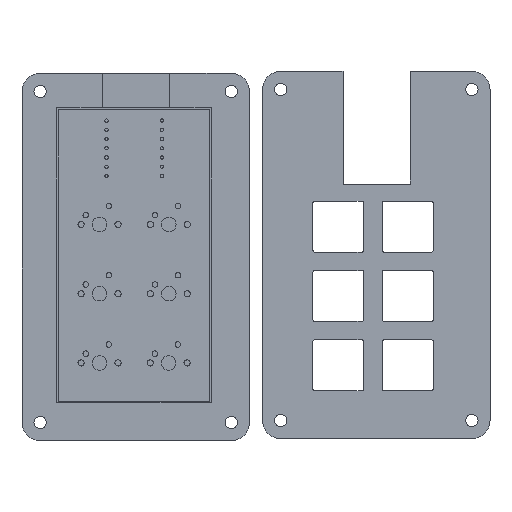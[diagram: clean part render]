
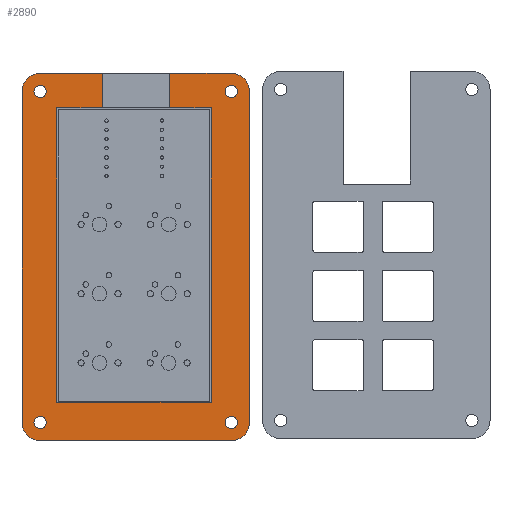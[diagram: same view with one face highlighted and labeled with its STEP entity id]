
A CAD part, top view. The second image highlights one B-rep face of the part: STEP entity #2890.
In plain terms, the highlighted planar face has unit normal (0, 0, 1).
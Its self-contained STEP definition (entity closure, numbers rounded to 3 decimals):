
#201=FACE_BOUND('',#695,.T.);
#202=FACE_BOUND('',#696,.T.);
#203=FACE_BOUND('',#697,.T.);
#204=FACE_BOUND('',#698,.T.);
#321=CIRCLE('',#3141,5.);
#323=CIRCLE('',#3144,5.);
#324=CIRCLE('',#3145,5.);
#325=CIRCLE('',#3146,5.);
#326=CIRCLE('',#3147,1.7);
#327=CIRCLE('',#3148,1.7);
#328=CIRCLE('',#3149,1.7);
#329=CIRCLE('',#3150,1.7);
#460=FACE_OUTER_BOUND('',#694,.T.);
#694=EDGE_LOOP('',(#2257,#2258,#2259,#2260,#2261,#2262,#2263,#2264,#2265,
#2266,#2267,#2268,#2269,#2270,#2271,#2272));
#695=EDGE_LOOP('',(#2273));
#696=EDGE_LOOP('',(#2274));
#697=EDGE_LOOP('',(#2275));
#698=EDGE_LOOP('',(#2276));
#879=LINE('',#4510,#1111);
#880=LINE('',#4514,#1112);
#881=LINE('',#4518,#1113);
#882=LINE('',#4520,#1114);
#883=LINE('',#4522,#1115);
#884=LINE('',#4524,#1116);
#885=LINE('',#4526,#1117);
#886=LINE('',#4528,#1118);
#887=LINE('',#4530,#1119);
#888=LINE('',#4532,#1120);
#889=LINE('',#4534,#1121);
#890=LINE('',#4537,#1122);
#1111=VECTOR('',#3671,10.);
#1112=VECTOR('',#3674,10.);
#1113=VECTOR('',#3677,10.);
#1114=VECTOR('',#3678,10.);
#1115=VECTOR('',#3679,10.);
#1116=VECTOR('',#3680,10.);
#1117=VECTOR('',#3681,10.);
#1118=VECTOR('',#3682,10.);
#1119=VECTOR('',#3683,10.);
#1120=VECTOR('',#3684,10.);
#1121=VECTOR('',#3685,10.);
#1122=VECTOR('',#3688,10.);
#1381=VERTEX_POINT('',#4500);
#1382=VERTEX_POINT('',#4501);
#1385=VERTEX_POINT('',#4509);
#1386=VERTEX_POINT('',#4511);
#1387=VERTEX_POINT('',#4513);
#1388=VERTEX_POINT('',#4515);
#1389=VERTEX_POINT('',#4517);
#1390=VERTEX_POINT('',#4519);
#1391=VERTEX_POINT('',#4521);
#1392=VERTEX_POINT('',#4523);
#1393=VERTEX_POINT('',#4525);
#1394=VERTEX_POINT('',#4527);
#1395=VERTEX_POINT('',#4529);
#1396=VERTEX_POINT('',#4531);
#1397=VERTEX_POINT('',#4533);
#1398=VERTEX_POINT('',#4535);
#1399=VERTEX_POINT('',#4538);
#1400=VERTEX_POINT('',#4540);
#1401=VERTEX_POINT('',#4542);
#1402=VERTEX_POINT('',#4544);
#1701=EDGE_CURVE('',#1381,#1382,#321,.T.);
#1705=EDGE_CURVE('',#1381,#1385,#879,.T.);
#1706=EDGE_CURVE('',#1386,#1385,#323,.T.);
#1707=EDGE_CURVE('',#1386,#1387,#880,.T.);
#1708=EDGE_CURVE('',#1388,#1387,#324,.T.);
#1709=EDGE_CURVE('',#1388,#1389,#881,.T.);
#1710=EDGE_CURVE('',#1389,#1390,#882,.T.);
#1711=EDGE_CURVE('',#1390,#1391,#883,.T.);
#1712=EDGE_CURVE('',#1391,#1392,#884,.T.);
#1713=EDGE_CURVE('',#1392,#1393,#885,.T.);
#1714=EDGE_CURVE('',#1393,#1394,#886,.T.);
#1715=EDGE_CURVE('',#1394,#1395,#887,.T.);
#1716=EDGE_CURVE('',#1395,#1396,#888,.T.);
#1717=EDGE_CURVE('',#1396,#1397,#889,.T.);
#1718=EDGE_CURVE('',#1398,#1397,#325,.T.);
#1719=EDGE_CURVE('',#1398,#1382,#890,.T.);
#1720=EDGE_CURVE('',#1399,#1399,#326,.T.);
#1721=EDGE_CURVE('',#1400,#1400,#327,.T.);
#1722=EDGE_CURVE('',#1401,#1401,#328,.T.);
#1723=EDGE_CURVE('',#1402,#1402,#329,.T.);
#2257=ORIENTED_EDGE('',*,*,#1701,.F.);
#2258=ORIENTED_EDGE('',*,*,#1705,.T.);
#2259=ORIENTED_EDGE('',*,*,#1706,.F.);
#2260=ORIENTED_EDGE('',*,*,#1707,.T.);
#2261=ORIENTED_EDGE('',*,*,#1708,.F.);
#2262=ORIENTED_EDGE('',*,*,#1709,.T.);
#2263=ORIENTED_EDGE('',*,*,#1710,.T.);
#2264=ORIENTED_EDGE('',*,*,#1711,.T.);
#2265=ORIENTED_EDGE('',*,*,#1712,.T.);
#2266=ORIENTED_EDGE('',*,*,#1713,.T.);
#2267=ORIENTED_EDGE('',*,*,#1714,.T.);
#2268=ORIENTED_EDGE('',*,*,#1715,.T.);
#2269=ORIENTED_EDGE('',*,*,#1716,.T.);
#2270=ORIENTED_EDGE('',*,*,#1717,.T.);
#2271=ORIENTED_EDGE('',*,*,#1718,.F.);
#2272=ORIENTED_EDGE('',*,*,#1719,.T.);
#2273=ORIENTED_EDGE('',*,*,#1720,.T.);
#2274=ORIENTED_EDGE('',*,*,#1721,.T.);
#2275=ORIENTED_EDGE('',*,*,#1722,.T.);
#2276=ORIENTED_EDGE('',*,*,#1723,.T.);
#2787=PLANE('',#3143);
#2890=ADVANCED_FACE('',(#460,#201,#202,#203,#204),#2787,.T.);
#3141=AXIS2_PLACEMENT_3D('',#4502,#3663,#3664);
#3143=AXIS2_PLACEMENT_3D('',#4508,#3669,#3670);
#3144=AXIS2_PLACEMENT_3D('',#4512,#3672,#3673);
#3145=AXIS2_PLACEMENT_3D('',#4516,#3675,#3676);
#3146=AXIS2_PLACEMENT_3D('',#4536,#3686,#3687);
#3147=AXIS2_PLACEMENT_3D('',#4539,#3689,#3690);
#3148=AXIS2_PLACEMENT_3D('',#4541,#3691,#3692);
#3149=AXIS2_PLACEMENT_3D('',#4543,#3693,#3694);
#3150=AXIS2_PLACEMENT_3D('',#4545,#3695,#3696);
#3663=DIRECTION('center_axis',(0.,0.,-1.));
#3664=DIRECTION('ref_axis',(-0.707,-0.707,0.));
#3669=DIRECTION('center_axis',(0.,0.,1.));
#3670=DIRECTION('ref_axis',(1.,0.,0.));
#3671=DIRECTION('',(1.,0.,0.));
#3672=DIRECTION('center_axis',(0.,0.,-1.));
#3673=DIRECTION('ref_axis',(0.707,-0.707,0.));
#3674=DIRECTION('',(0.,1.,0.));
#3675=DIRECTION('center_axis',(0.,0.,-1.));
#3676=DIRECTION('ref_axis',(0.707,0.707,0.));
#3677=DIRECTION('',(-1.,0.,0.));
#3678=DIRECTION('',(0.,-1.,0.));
#3679=DIRECTION('',(1.,0.,0.));
#3680=DIRECTION('',(0.,-1.,0.));
#3681=DIRECTION('',(-1.,0.,0.));
#3682=DIRECTION('',(0.,1.,0.));
#3683=DIRECTION('',(1.,0.,0.));
#3684=DIRECTION('',(0.,1.,0.));
#3685=DIRECTION('',(-1.,0.,0.));
#3686=DIRECTION('center_axis',(0.,0.,-1.));
#3687=DIRECTION('ref_axis',(-0.707,0.707,0.));
#3688=DIRECTION('',(0.,-1.,0.));
#3689=DIRECTION('center_axis',(0.,0.,-1.));
#3690=DIRECTION('ref_axis',(1.,0.,0.));
#3691=DIRECTION('center_axis',(0.,0.,-1.));
#3692=DIRECTION('ref_axis',(1.,0.,0.));
#3693=DIRECTION('center_axis',(0.,0.,-1.));
#3694=DIRECTION('ref_axis',(1.,0.,0.));
#3695=DIRECTION('center_axis',(0.,0.,-1.));
#3696=DIRECTION('ref_axis',(1.,0.,0.));
#4500=CARTESIAN_POINT('',(-42.488,-48.378,13.));
#4501=CARTESIAN_POINT('',(-47.488,-43.378,13.));
#4502=CARTESIAN_POINT('Origin',(-42.488,-43.378,13.));
#4508=CARTESIAN_POINT('Origin',(10.052,-43.378,13.));
#4509=CARTESIAN_POINT('',(10.052,-48.378,13.));
#4510=CARTESIAN_POINT('',(15.052,-48.378,13.));
#4511=CARTESIAN_POINT('',(15.052,-43.378,13.));
#4512=CARTESIAN_POINT('Origin',(10.052,-43.378,13.));
#4513=CARTESIAN_POINT('',(15.052,47.635,13.));
#4514=CARTESIAN_POINT('',(15.052,52.635,13.));
#4515=CARTESIAN_POINT('',(10.052,52.635,13.));
#4516=CARTESIAN_POINT('Origin',(10.052,47.635,13.));
#4517=CARTESIAN_POINT('',(-6.875,52.635,13.));
#4518=CARTESIAN_POINT('',(-47.488,52.635,13.));
#4519=CARTESIAN_POINT('',(-6.875,43.135,13.));
#4520=CARTESIAN_POINT('',(-6.875,4.628,13.));
#4521=CARTESIAN_POINT('',(4.552,43.135,13.));
#4522=CARTESIAN_POINT('',(-37.988,43.135,13.));
#4523=CARTESIAN_POINT('',(4.552,-37.878,13.));
#4524=CARTESIAN_POINT('',(4.552,43.135,13.));
#4525=CARTESIAN_POINT('',(-37.988,-37.878,13.));
#4526=CARTESIAN_POINT('',(4.552,-37.878,13.));
#4527=CARTESIAN_POINT('',(-37.988,43.135,13.));
#4528=CARTESIAN_POINT('',(-37.988,-37.878,13.));
#4529=CARTESIAN_POINT('',(-25.375,43.135,13.));
#4530=CARTESIAN_POINT('',(-37.988,43.135,13.));
#4531=CARTESIAN_POINT('',(-25.375,52.635,13.));
#4532=CARTESIAN_POINT('',(-25.375,-0.122,13.));
#4533=CARTESIAN_POINT('',(-42.488,52.635,13.));
#4534=CARTESIAN_POINT('',(-47.488,52.635,13.));
#4535=CARTESIAN_POINT('',(-47.488,47.635,13.));
#4536=CARTESIAN_POINT('Origin',(-42.488,47.635,13.));
#4537=CARTESIAN_POINT('',(-47.488,-48.378,13.));
#4538=CARTESIAN_POINT('',(8.352,-43.378,13.));
#4539=CARTESIAN_POINT('Origin',(10.052,-43.378,13.));
#4540=CARTESIAN_POINT('',(-44.188,47.635,13.));
#4541=CARTESIAN_POINT('Origin',(-42.488,47.635,13.));
#4542=CARTESIAN_POINT('',(-44.188,-43.378,13.));
#4543=CARTESIAN_POINT('Origin',(-42.488,-43.378,13.));
#4544=CARTESIAN_POINT('',(8.352,47.635,13.));
#4545=CARTESIAN_POINT('Origin',(10.052,47.635,13.));
